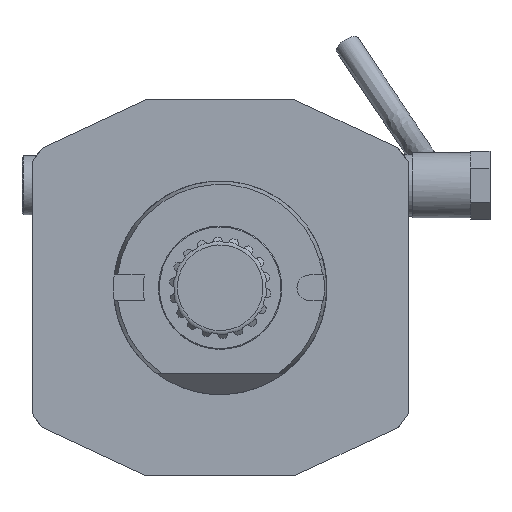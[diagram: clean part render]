
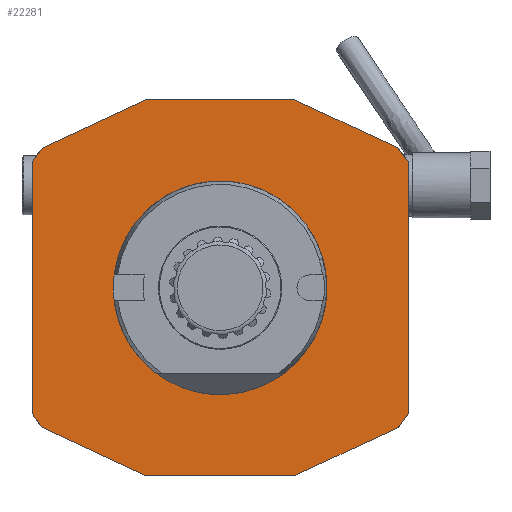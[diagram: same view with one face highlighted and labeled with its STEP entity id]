
A CAD part, front view. The second image highlights one B-rep face of the part: STEP entity #22281.
In plain terms, the highlighted planar face has unit normal (0, -1, 0).
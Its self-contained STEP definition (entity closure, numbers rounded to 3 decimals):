
#34 = CARTESIAN_POINT ( 'NONE',  ( 0., 0., -24.656 ) ) ;
#360 = ORIENTED_EDGE ( 'NONE', *, *, #4121, .F. ) ;
#862 = EDGE_CURVE ( 'NONE', #27875, #15153, #3996, .T. ) ;
#945 = DIRECTION ( 'NONE',  ( -0.588, 0., -0.809 ) ) ;
#1418 = CARTESIAN_POINT ( 'NONE',  ( -44., 0., 49. ) ) ;
#1594 = EDGE_CURVE ( 'NONE', #6195, #25454, #9392, .T. ) ;
#2112 = EDGE_CURVE ( 'NONE', #4251, #3414, #13320, .T. ) ;
#2956 = DIRECTION ( 'NONE',  ( 0., 0., -1. ) ) ;
#3205 = EDGE_CURVE ( 'NONE', #3414, #19492, #4532, .T. ) ;
#3414 = VERTEX_POINT ( 'NONE', #11511 ) ;
#3595 = ORIENTED_EDGE ( 'NONE', *, *, #2112, .F. ) ;
#3711 = PLANE ( 'NONE',  #6056 ) ;
#3810 = CARTESIAN_POINT ( 'NONE',  ( 0., 0., 44. ) ) ;
#3842 = CARTESIAN_POINT ( 'NONE',  ( 44., 0., 49. ) ) ;
#3945 = DIRECTION ( 'NONE',  ( 1., 0., 0. ) ) ;
#3996 = LINE ( 'NONE', #19681, #23264 ) ;
#4038 = CARTESIAN_POINT ( 'NONE',  ( 38.747, 0., -34.093 ) ) ;
#4095 = CARTESIAN_POINT ( 'NONE',  ( -1.21, 0., 51.596 ) ) ;
#4121 = EDGE_CURVE ( 'NONE', #11621, #27938, #24124, .T. ) ;
#4251 = VERTEX_POINT ( 'NONE', #18973 ) ;
#4532 = LINE ( 'NONE', #17279, #21977 ) ;
#4534 = CARTESIAN_POINT ( 'NONE',  ( 0., 0., -44. ) ) ;
#4716 = ORIENTED_EDGE ( 'NONE', *, *, #23289, .F. ) ;
#4751 = ORIENTED_EDGE ( 'NONE', *, *, #28447, .F. ) ;
#4886 = CARTESIAN_POINT ( 'NONE',  ( 41.697, 0., -32.717 ) ) ;
#5327 = LINE ( 'NONE', #4886, #8604 ) ;
#5820 = ORIENTED_EDGE ( 'NONE', *, *, #22950, .F. ) ;
#5903 = FACE_BOUND ( 'NONE', #19375, .T. ) ;
#5983 = CARTESIAN_POINT ( 'NONE',  ( 41.697, 0., 32.717 ) ) ;
#6056 = AXIS2_PLACEMENT_3D ( 'NONE', #23943, #28176, #8226 ) ;
#6195 = VERTEX_POINT ( 'NONE', #27486 ) ;
#6382 = ORIENTED_EDGE ( 'NONE', *, *, #1594, .T. ) ;
#6525 = CARTESIAN_POINT ( 'NONE',  ( -38.747, 0., -34.093 ) ) ;
#6709 = DIRECTION ( 'NONE',  ( 0.906, 0., -0.423 ) ) ;
#7051 = CARTESIAN_POINT ( 'NONE',  ( 44., 0., -29.547 ) ) ;
#8226 = DIRECTION ( 'NONE',  ( -1., 0., 0. ) ) ;
#8589 = CARTESIAN_POINT ( 'NONE',  ( 41.697, 0., -32.717 ) ) ;
#8604 = VECTOR ( 'NONE', #16321, 1000. ) ;
#8832 = VERTEX_POINT ( 'NONE', #12075 ) ;
#9203 = VECTOR ( 'NONE', #945, 1000. ) ;
#9392 = LINE ( 'NONE', #9835, #9203 ) ;
#9835 = CARTESIAN_POINT ( 'NONE',  ( -41.697, 0., 32.717 ) ) ;
#10383 = ORIENTED_EDGE ( 'NONE', *, *, #862, .T. ) ;
#10551 = VECTOR ( 'NONE', #12979, 1000. ) ;
#10554 = CARTESIAN_POINT ( 'NONE',  ( -17.5, 0., -44. ) ) ;
#10759 = ORIENTED_EDGE ( 'NONE', *, *, #19678, .F. ) ;
#10899 = LINE ( 'NONE', #6525, #18898 ) ;
#11145 = VERTEX_POINT ( 'NONE', #34 ) ;
#11511 = CARTESIAN_POINT ( 'NONE',  ( 17.5, 0., 44. ) ) ;
#11621 = VERTEX_POINT ( 'NONE', #8589 ) ;
#12075 = CARTESIAN_POINT ( 'NONE',  ( 44., 0., 29.547 ) ) ;
#12171 = CARTESIAN_POINT ( 'NONE',  ( -44., 0., -29.547 ) ) ;
#12188 = EDGE_CURVE ( 'NONE', #8832, #25771, #23932, .T. ) ;
#12979 = DIRECTION ( 'NONE',  ( -0.906, 0., -0.423 ) ) ;
#13132 = DIRECTION ( 'NONE',  ( -0.906, 0., 0.423 ) ) ;
#13199 = CARTESIAN_POINT ( 'NONE',  ( -41.697, 0., -32.717 ) ) ;
#13320 = LINE ( 'NONE', #3810, #28458 ) ;
#13614 = EDGE_CURVE ( 'NONE', #21745, #15153, #10899, .T. ) ;
#14763 = DIRECTION ( 'NONE',  ( 0., 0., 1. ) ) ;
#14863 = FACE_OUTER_BOUND ( 'NONE', #26104, .T. ) ;
#15153 = VERTEX_POINT ( 'NONE', #13199 ) ;
#15374 = DIRECTION ( 'NONE',  ( -1., 0., 0. ) ) ;
#15590 = LINE ( 'NONE', #24997, #25165 ) ;
#15795 = ORIENTED_EDGE ( 'NONE', *, *, #20956, .T. ) ;
#16321 = DIRECTION ( 'NONE',  ( 0.588, 0., 0.809 ) ) ;
#16567 = VECTOR ( 'NONE', #2956, 1000. ) ;
#16605 = VECTOR ( 'NONE', #24327, 1000. ) ;
#17214 = AXIS2_PLACEMENT_3D ( 'NONE', #26637, #22252, #24149 ) ;
#17279 = CARTESIAN_POINT ( 'NONE',  ( 1.21, 0., 51.596 ) ) ;
#17609 = DIRECTION ( 'NONE',  ( 0.588, 0., -0.809 ) ) ;
#17812 = ORIENTED_EDGE ( 'NONE', *, *, #13614, .F. ) ;
#18898 = VECTOR ( 'NONE', #13132, 1000. ) ;
#18973 = CARTESIAN_POINT ( 'NONE',  ( -17.5, 0., 44. ) ) ;
#19375 = EDGE_LOOP ( 'NONE', ( #4716 ) ) ;
#19492 = VERTEX_POINT ( 'NONE', #5983 ) ;
#19624 = EDGE_CURVE ( 'NONE', #11621, #25771, #5327, .T. ) ;
#19678 = EDGE_CURVE ( 'NONE', #6195, #4251, #28839, .T. ) ;
#19681 = CARTESIAN_POINT ( 'NONE',  ( -44., 0., -29.547 ) ) ;
#20956 = EDGE_CURVE ( 'NONE', #8832, #19492, #15590, .T. ) ;
#21745 = VERTEX_POINT ( 'NONE', #10554 ) ;
#21977 = VECTOR ( 'NONE', #6709, 1000. ) ;
#22183 = ORIENTED_EDGE ( 'NONE', *, *, #12188, .F. ) ;
#22252 = DIRECTION ( 'NONE',  ( 0., -1., 0. ) ) ;
#22281 = ADVANCED_FACE ( 'Defeature completata1_99', ( #14863, #5903 ), #3711, .F. ) ;
#22327 = CARTESIAN_POINT ( 'NONE',  ( -44., 0., 29.547 ) ) ;
#22437 = LINE ( 'NONE', #4534, #28512 ) ;
#22950 = EDGE_CURVE ( 'NONE', #27938, #21745, #22437, .T. ) ;
#23264 = VECTOR ( 'NONE', #17609, 1000. ) ;
#23289 = EDGE_CURVE ( 'NONE', #11145, #11145, #23406, .T. ) ;
#23406 = CIRCLE ( 'NONE', #17214, 24.656 ) ;
#23420 = LINE ( 'NONE', #1418, #27129 ) ;
#23932 = LINE ( 'NONE', #3842, #16567 ) ;
#23943 = CARTESIAN_POINT ( 'NONE',  ( 0., 0., 49. ) ) ;
#24124 = LINE ( 'NONE', #4038, #10551 ) ;
#24149 = DIRECTION ( 'NONE',  ( 0., 0., -1. ) ) ;
#24327 = DIRECTION ( 'NONE',  ( 0.906, 0., 0.423 ) ) ;
#24886 = ORIENTED_EDGE ( 'NONE', *, *, #19624, .T. ) ;
#24997 = CARTESIAN_POINT ( 'NONE',  ( 44., 0., 29.547 ) ) ;
#25165 = VECTOR ( 'NONE', #26740, 1000. ) ;
#25454 = VERTEX_POINT ( 'NONE', #22327 ) ;
#25771 = VERTEX_POINT ( 'NONE', #7051 ) ;
#26104 = EDGE_LOOP ( 'NONE', ( #17812, #5820, #360, #24886, #22183, #15795, #27051, #3595, #10759, #6382, #4751, #10383 ) ) ;
#26637 = CARTESIAN_POINT ( 'NONE',  ( 0., 0., 0. ) ) ;
#26740 = DIRECTION ( 'NONE',  ( -0.588, 0., 0.809 ) ) ;
#27051 = ORIENTED_EDGE ( 'NONE', *, *, #3205, .F. ) ;
#27129 = VECTOR ( 'NONE', #14763, 1000. ) ;
#27486 = CARTESIAN_POINT ( 'NONE',  ( -41.697, 0., 32.717 ) ) ;
#27875 = VERTEX_POINT ( 'NONE', #12171 ) ;
#27938 = VERTEX_POINT ( 'NONE', #28561 ) ;
#28176 = DIRECTION ( 'NONE',  ( 0., 1., 0. ) ) ;
#28447 = EDGE_CURVE ( 'NONE', #27875, #25454, #23420, .T. ) ;
#28458 = VECTOR ( 'NONE', #3945, 1000. ) ;
#28512 = VECTOR ( 'NONE', #15374, 1000. ) ;
#28561 = CARTESIAN_POINT ( 'NONE',  ( 17.5, 0., -44. ) ) ;
#28839 = LINE ( 'NONE', #4095, #16605 ) ;
